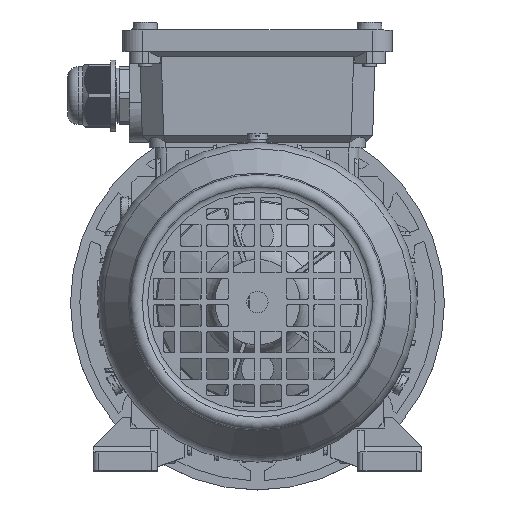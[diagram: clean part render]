
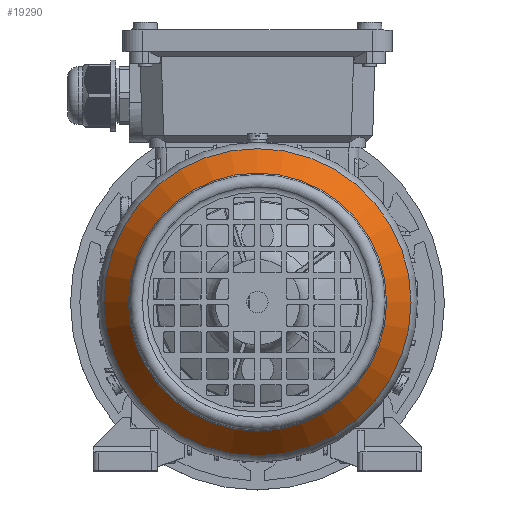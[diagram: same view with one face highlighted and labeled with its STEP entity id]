
A CAD part, top view. The second image highlights one B-rep face of the part: STEP entity #19290.
In plain terms, the highlighted conical face has half-angle 35 degrees and reference radius 57.485 mm.
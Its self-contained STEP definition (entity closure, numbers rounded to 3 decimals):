
#1032=CONICAL_SURFACE('',#71209,57.485,35.);
#19290=ADVANCED_FACE('',(#24885,#24886),#1032,.T.);
#24885=FACE_BOUND('',#27399,.T.);
#24886=FACE_BOUND('',#27400,.T.);
#27399=EDGE_LOOP('',(#38209));
#27400=EDGE_LOOP('',(#38210));
#38209=ORIENTED_EDGE('',*,*,#60598,.F.);
#38210=ORIENTED_EDGE('',*,*,#60599,.T.);
#52799=VERTEX_POINT('',#107009);
#52800=VERTEX_POINT('',#107012);
#60598=EDGE_CURVE('',#52799,#52799,#67410,.T.);
#60599=EDGE_CURVE('',#52800,#52800,#67411,.T.);
#67410=CIRCLE('',#71206,48.337);
#67411=CIRCLE('',#71208,57.485);
#71206=AXIS2_PLACEMENT_3D('',#107008,#82660,#82661);
#71208=AXIS2_PLACEMENT_3D('',#107011,#82664,#82665);
#71209=AXIS2_PLACEMENT_3D('',#107013,#82666,#82667);
#82660=DIRECTION('',(0.,0.,1.));
#82661=DIRECTION('',(1.,0.,0.));
#82664=DIRECTION('',(0.,0.,1.));
#82665=DIRECTION('',(1.,0.,0.));
#82666=DIRECTION('',(0.,0.,-1.));
#82667=DIRECTION('',(-1.,0.,0.));
#107008=CARTESIAN_POINT('',(0.,0.,165.234));
#107009=CARTESIAN_POINT('',(48.337,0.,165.234));
#107011=CARTESIAN_POINT('',(0.,0.,152.169));
#107012=CARTESIAN_POINT('',(57.485,0.,152.169));
#107013=CARTESIAN_POINT('',(0.,0.,152.169));
